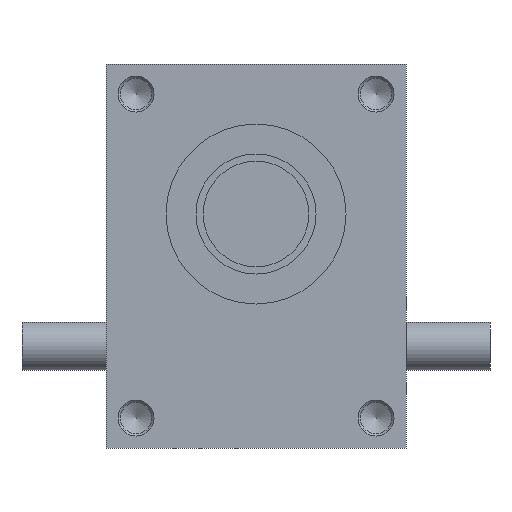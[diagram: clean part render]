
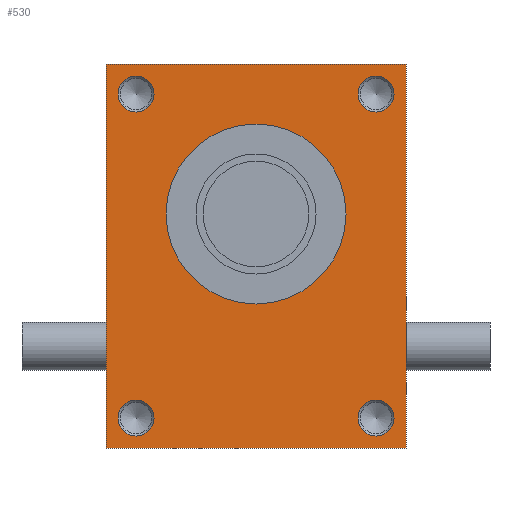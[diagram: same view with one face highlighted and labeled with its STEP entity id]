
A CAD part, front view. The second image highlights one B-rep face of the part: STEP entity #530.
In plain terms, the highlighted planar face has unit normal (0, -1, 0).
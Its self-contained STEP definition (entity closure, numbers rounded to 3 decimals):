
#530 = ADVANCED_FACE( '', ( #1141, #1142, #1143, #1144, #1145, #1146 ), #1147, .F. );
#1141 = FACE_BOUND( '', #1852, .T. );
#1142 = FACE_BOUND( '', #1853, .T. );
#1143 = FACE_BOUND( '', #1854, .T. );
#1144 = FACE_BOUND( '', #1855, .T. );
#1145 = FACE_BOUND( '', #1856, .T. );
#1146 = FACE_OUTER_BOUND( '', #1857, .T. );
#1147 = PLANE( '', #1858 );
#1852 = EDGE_LOOP( '', ( #3012 ) );
#1853 = EDGE_LOOP( '', ( #3013 ) );
#1854 = EDGE_LOOP( '', ( #3014 ) );
#1855 = EDGE_LOOP( '', ( #3015 ) );
#1856 = EDGE_LOOP( '', ( #3016 ) );
#1857 = EDGE_LOOP( '', ( #3017, #3018, #3019, #3020 ) );
#1858 = AXIS2_PLACEMENT_3D( '', #3021, #3022, #3023 );
#3012 = ORIENTED_EDGE( '', *, *, #4178, .F. );
#3013 = ORIENTED_EDGE( '', *, *, #4074, .F. );
#3014 = ORIENTED_EDGE( '', *, *, #4179, .F. );
#3015 = ORIENTED_EDGE( '', *, *, #4180, .F. );
#3016 = ORIENTED_EDGE( '', *, *, #3868, .T. );
#3017 = ORIENTED_EDGE( '', *, *, #4181, .T. );
#3018 = ORIENTED_EDGE( '', *, *, #4118, .F. );
#3019 = ORIENTED_EDGE( '', *, *, #3915, .F. );
#3020 = ORIENTED_EDGE( '', *, *, #4030, .T. );
#3021 = CARTESIAN_POINT( '', ( -125., -115., 160. ) );
#3022 = DIRECTION( '', ( 0., 1., 0. ) );
#3023 = DIRECTION( '', ( 0., 0., 1. ) );
#3868 = EDGE_CURVE( '', #4566, #4566, #4567, .T. );
#3915 = EDGE_CURVE( '', #4646, #4648, #4649, .T. );
#4030 = EDGE_CURVE( '', #4646, #4831, #4833, .T. );
#4074 = EDGE_CURVE( '', #4891, #4891, #4892, .T. );
#4118 = EDGE_CURVE( '', #4648, #4951, #4955, .T. );
#4178 = EDGE_CURVE( '', #5032, #5032, #5033, .T. );
#4179 = EDGE_CURVE( '', #5034, #5034, #5035, .T. );
#4180 = EDGE_CURVE( '', #5036, #5036, #5037, .T. );
#4181 = EDGE_CURVE( '', #4831, #4951, #5038, .T. );
#4566 = VERTEX_POINT( '', #5510 );
#4567 = CIRCLE( '', #5511, 75. );
#4646 = VERTEX_POINT( '', #5614 );
#4648 = VERTEX_POINT( '', #5617 );
#4649 = LINE( '', #5618, #5619 );
#4831 = VERTEX_POINT( '', #5846 );
#4833 = LINE( '', #5849, #5850 );
#4891 = VERTEX_POINT( '', #5934 );
#4892 = CIRCLE( '', #5935, 15. );
#4951 = VERTEX_POINT( '', #6094 );
#4955 = LINE( '', #6100, #6101 );
#5032 = VERTEX_POINT( '', #6201 );
#5033 = CIRCLE( '', #6202, 15. );
#5034 = VERTEX_POINT( '', #6203 );
#5035 = CIRCLE( '', #6204, 15. );
#5036 = VERTEX_POINT( '', #6205 );
#5037 = CIRCLE( '', #6206, 15. );
#5038 = LINE( '', #6207, #6208 );
#5510 = CARTESIAN_POINT( '', ( 75., -115., 35. ) );
#5511 = AXIS2_PLACEMENT_3D( '', #6631, #6632, #6633 );
#5614 = CARTESIAN_POINT( '', ( -125., -115., 160. ) );
#5617 = CARTESIAN_POINT( '', ( 125., -115., 160. ) );
#5618 = CARTESIAN_POINT( '', ( -125., -115., 160. ) );
#5619 = VECTOR( '', #6689, 1000. );
#5846 = CARTESIAN_POINT( '', ( -125., -115., -160. ) );
#5849 = CARTESIAN_POINT( '', ( -125., -115., 160. ) );
#5850 = VECTOR( '', #6847, 1000. );
#5934 = CARTESIAN_POINT( '', ( -100., -115., 120. ) );
#5935 = AXIS2_PLACEMENT_3D( '', #6892, #6893, #6894 );
#6094 = CARTESIAN_POINT( '', ( 125., -115., -160. ) );
#6100 = CARTESIAN_POINT( '', ( 125., -115., 160. ) );
#6101 = VECTOR( '', #6944, 1000. );
#6201 = CARTESIAN_POINT( '', ( -100., -115., -150. ) );
#6202 = AXIS2_PLACEMENT_3D( '', #6998, #6999, #7000 );
#6203 = CARTESIAN_POINT( '', ( 100., -115., 120. ) );
#6204 = AXIS2_PLACEMENT_3D( '', #7001, #7002, #7003 );
#6205 = CARTESIAN_POINT( '', ( 100., -115., -150. ) );
#6206 = AXIS2_PLACEMENT_3D( '', #7004, #7005, #7006 );
#6207 = CARTESIAN_POINT( '', ( -125., -115., -160. ) );
#6208 = VECTOR( '', #7007, 1000. );
#6631 = CARTESIAN_POINT( '', ( 0., -115., 35. ) );
#6632 = DIRECTION( '', ( 0., 1., 0. ) );
#6633 = DIRECTION( '', ( 1., 0., 0. ) );
#6689 = DIRECTION( '', ( 1., 0., 0. ) );
#6847 = DIRECTION( '', ( 0., 0., -1. ) );
#6892 = CARTESIAN_POINT( '', ( -100., -115., 135. ) );
#6893 = DIRECTION( '', ( 0., -1., 0. ) );
#6894 = DIRECTION( '', ( 0., 0., -1. ) );
#6944 = DIRECTION( '', ( 0., 0., -1. ) );
#6998 = CARTESIAN_POINT( '', ( -100., -115., -135. ) );
#6999 = DIRECTION( '', ( 0., -1., 0. ) );
#7000 = DIRECTION( '', ( 0., 0., -1. ) );
#7001 = CARTESIAN_POINT( '', ( 100., -115., 135. ) );
#7002 = DIRECTION( '', ( 0., -1., 0. ) );
#7003 = DIRECTION( '', ( 0., 0., -1. ) );
#7004 = CARTESIAN_POINT( '', ( 100., -115., -135. ) );
#7005 = DIRECTION( '', ( 0., -1., 0. ) );
#7006 = DIRECTION( '', ( 0., 0., -1. ) );
#7007 = DIRECTION( '', ( 1., 0., 0. ) );
